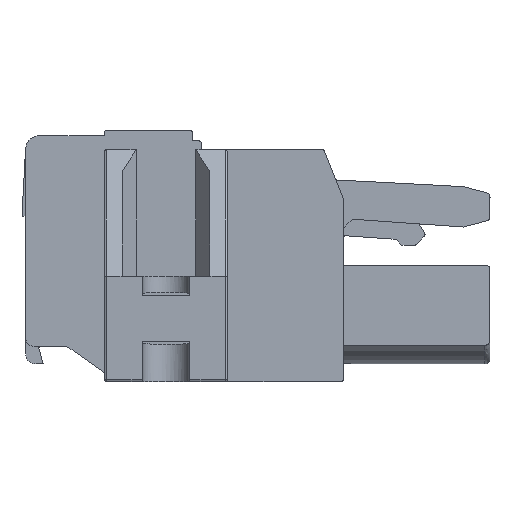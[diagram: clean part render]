
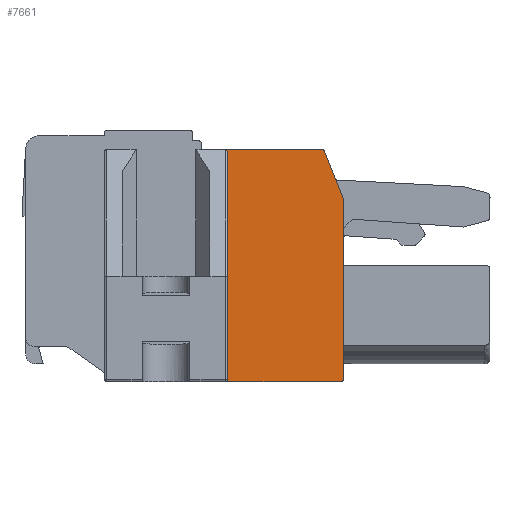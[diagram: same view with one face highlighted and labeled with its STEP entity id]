
A CAD part, front view. The second image highlights one B-rep face of the part: STEP entity #7661.
In plain terms, the highlighted planar face has unit normal (0, -1, 0).
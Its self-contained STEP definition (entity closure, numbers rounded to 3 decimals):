
#1494=DIRECTION('',(0.,0.,1.));
#1495=VECTOR('',#1494,12.941);
#1496=CARTESIAN_POINT('',(11.5,-36.54,0.1));
#1497=LINE('',#1496,#1495);
#1498=CARTESIAN_POINT('',(11.5,-36.54,13.041));
#1499=CARTESIAN_POINT('',(11.5,-36.54,13.054));
#1500=CARTESIAN_POINT('',(11.498,-36.54,13.079));
#1501=CARTESIAN_POINT('',(11.491,-36.54,13.111));
#1502=CARTESIAN_POINT('',(11.48,-36.54,13.138));
#1503=CARTESIAN_POINT('',(11.466,-36.54,13.161));
#1504=CARTESIAN_POINT('',(11.451,-36.54,13.179));
#1505=CARTESIAN_POINT('',(11.434,-36.54,13.191));
#1506=CARTESIAN_POINT('',(11.417,-36.54,13.199));
#1507=CARTESIAN_POINT('',(11.406,-36.54,13.2));
#1508=CARTESIAN_POINT('',(11.4,-36.54,13.2));
#1510=DIRECTION('',(1.,0.,0.));
#1511=VECTOR('',#1510,5.512);
#1512=CARTESIAN_POINT('',(11.4,-36.54,13.2));
#1513=LINE('',#1512,#1511);
#1514=CARTESIAN_POINT('',(16.912,-36.54,13.1));
#1515=DIRECTION('',(0.,1.,0.));
#1516=DIRECTION('',(0.,0.,1.));
#1517=AXIS2_PLACEMENT_3D('',#1514,#1515,#1516);
#1519=DIRECTION('',(0.371,0.,-0.928));
#1520=VECTOR('',#1519,2.948);
#1521=CARTESIAN_POINT('',(17.005,-36.54,13.137));
#1522=LINE('',#1521,#1520);
#1523=DIRECTION('',(0.,0.,-1.));
#1524=VECTOR('',#1523,10.3);
#1525=CARTESIAN_POINT('',(18.1,-36.54,10.4));
#1526=LINE('',#1525,#1524);
#1527=CARTESIAN_POINT('',(18.,-36.54,0.1));
#1528=DIRECTION('',(0.,1.,0.));
#1529=DIRECTION('',(1.,0.,0.));
#1530=AXIS2_PLACEMENT_3D('',#1527,#1528,#1529);
#1532=DIRECTION('',(-1.,0.,0.));
#1533=VECTOR('',#1532,6.6);
#1534=CARTESIAN_POINT('',(18.,-36.54,0.));
#1535=LINE('',#1534,#1533);
#1536=CARTESIAN_POINT('',(11.4,-36.54,0.1));
#1537=DIRECTION('',(0.,-1.,0.));
#1538=DIRECTION('',(0.,0.,-1.));
#1539=AXIS2_PLACEMENT_3D('',#1536,#1537,#1538);
#4776=CARTESIAN_POINT('',(18.1,-36.54,10.4));
#4777=CARTESIAN_POINT('',(18.1,-36.54,0.1));
#4778=VERTEX_POINT('',#4776);
#4779=VERTEX_POINT('',#4777);
#4862=CARTESIAN_POINT('',(17.005,-36.54,13.137));
#4863=VERTEX_POINT('',#4862);
#4888=CARTESIAN_POINT('',(16.912,-36.54,13.2));
#4889=VERTEX_POINT('',#4888);
#4904=CARTESIAN_POINT('',(11.4,-36.54,13.2));
#4905=VERTEX_POINT('',#4904);
#5654=CARTESIAN_POINT('',(11.4,-36.54,0.));
#5655=VERTEX_POINT('',#5654);
#5656=CARTESIAN_POINT('',(18.,-36.54,0.));
#5657=VERTEX_POINT('',#5656);
#5776=CARTESIAN_POINT('',(11.5,-36.54,0.1));
#5778=VERTEX_POINT('',#5776);
#5781=CARTESIAN_POINT('',(11.5,-36.54,13.041));
#5782=VERTEX_POINT('',#5781);
#7642=CARTESIAN_POINT('',(14.75,-36.54,6.6));
#7643=DIRECTION('',(0.,1.,0.));
#7644=DIRECTION('',(1.,0.,0.));
#7645=AXIS2_PLACEMENT_3D('',#7642,#7643,#7644);
#7646=PLANE('',#7645);
#7648=ORIENTED_EDGE('',*,*,#7647,.T.);
#7650=ORIENTED_EDGE('',*,*,#7649,.T.);
#7651=ORIENTED_EDGE('',*,*,#6303,.T.);
#7652=ORIENTED_EDGE('',*,*,#7615,.T.);
#7653=ORIENTED_EDGE('',*,*,#7574,.T.);
#7654=ORIENTED_EDGE('',*,*,#7435,.T.);
#7655=ORIENTED_EDGE('',*,*,#7414,.T.);
#7656=ORIENTED_EDGE('',*,*,#7378,.T.);
#7658=ORIENTED_EDGE('',*,*,#7657,.T.);
#7659=EDGE_LOOP('',(#7648,#7650,#7651,#7652,#7653,#7654,#7655,#7656,#7658));
#7660=FACE_OUTER_BOUND('',#7659,.F.);
#7661=ADVANCED_FACE('',(#7660),#7646,.F.);
#1509=B_SPLINE_CURVE_WITH_KNOTS('',3,(#1498,#1499,#1500,#1501,#1502,#1503,#1504,
#1505,#1506,#1507,#1508),.UNSPECIFIED.,.F.,.F.,(4,1,1,1,1,1,1,1,4),(0.,
0.125,0.25,0.375,0.5,0.625,0.75,0.875,1.),.UNSPECIFIED.);
#1518=CIRCLE('',#1517,0.1);
#1531=CIRCLE('',#1530,0.1);
#1540=CIRCLE('',#1539,0.1);
#6303=EDGE_CURVE('',#4905,#4889,#1513,.T.);
#7378=EDGE_CURVE('',#5657,#5655,#1535,.T.);
#7414=EDGE_CURVE('',#4779,#5657,#1531,.T.);
#7435=EDGE_CURVE('',#4778,#4779,#1526,.T.);
#7574=EDGE_CURVE('',#4863,#4778,#1522,.T.);
#7615=EDGE_CURVE('',#4889,#4863,#1518,.T.);
#7647=EDGE_CURVE('',#5778,#5782,#1497,.T.);
#7649=EDGE_CURVE('',#5782,#4905,#1509,.T.);
#7657=EDGE_CURVE('',#5655,#5778,#1540,.T.);
